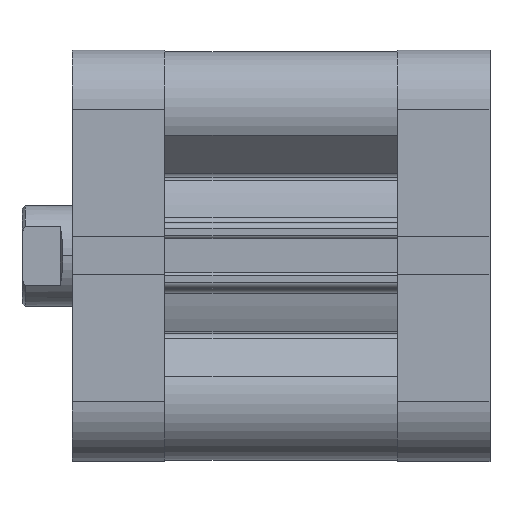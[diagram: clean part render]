
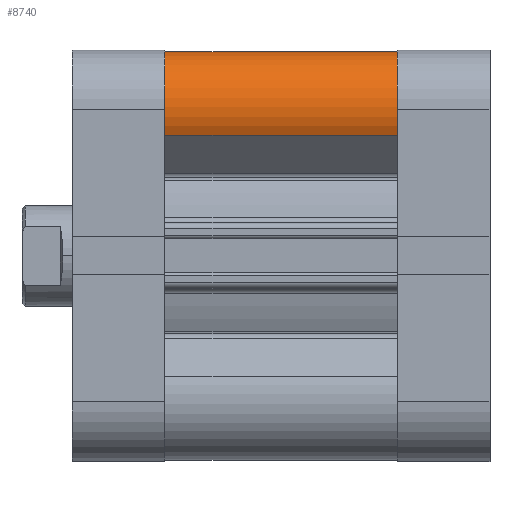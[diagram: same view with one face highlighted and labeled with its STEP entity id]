
A CAD part, top view. The second image highlights one B-rep face of the part: STEP entity #8740.
In plain terms, the highlighted cylindrical face has radius 9.25 mm (diameter 18.5 mm), a partial arc.
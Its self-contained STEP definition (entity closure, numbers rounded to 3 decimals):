
#443 = EDGE_LOOP ( 'NONE', ( #6071, #6072, #6073, #6074 ) ) ;
#1591 = CARTESIAN_POINT ( 'NONE',  ( 31.559, 19.184, 37. ) ) ;
#1592 = CARTESIAN_POINT ( 'NONE',  ( 19.184, 31.559, 37. ) ) ;
#1645 = CARTESIAN_POINT ( 'NONE',  ( 19.184, 31.559, 0. ) ) ;
#1646 = CARTESIAN_POINT ( 'NONE',  ( 31.559, 19.184, 0. ) ) ;
#1882 = CARTESIAN_POINT ( 'NONE',  ( 23.25, 23.25, 37. ) ) ;
#1891 = DIRECTION ( 'NONE',  ( 0., 0., 1. ) ) ;
#1892 = DIRECTION ( 'NONE',  ( -1., 0., 0. ) ) ;
#2035 = CARTESIAN_POINT ( 'NONE',  ( 23.25, 23.25, 0. ) ) ;
#2042 = DIRECTION ( 'NONE',  ( 0., 0., 1. ) ) ;
#2043 = DIRECTION ( 'NONE',  ( -1., 0., 0. ) ) ;
#2203 = CARTESIAN_POINT ( 'NONE',  ( 19.184, 31.559, 37. ) ) ;
#2204 = DIRECTION ( 'NONE',  ( 0., 0., -1. ) ) ;
#2207 = CARTESIAN_POINT ( 'NONE',  ( 31.559, 19.184, 37. ) ) ;
#2208 = DIRECTION ( 'NONE',  ( 0., 0., -1. ) ) ;
#2996 = CIRCLE ( 'NONE', #7653, 9.25 ) ;
#3088 = CIRCLE ( 'NONE', #7681, 9.25 ) ;
#3185 = LINE ( 'NONE', #2203, #3187 ) ;
#3187 = VECTOR ( 'NONE', #2204, 1000. ) ;
#3192 = LINE ( 'NONE', #2207, #3193 ) ;
#3193 = VECTOR ( 'NONE', #2208, 1000. ) ;
#4919 = DIRECTION ( 'NONE',  ( -1., 0., 0. ) ) ;
#4920 = DIRECTION ( 'NONE',  ( 0., 0., -1. ) ) ;
#4921 = CARTESIAN_POINT ( 'NONE',  ( 23.25, 23.25, 37. ) ) ;
#5559 = FACE_OUTER_BOUND ( 'NONE', #443, .T. ) ;
#5563 = CYLINDRICAL_SURFACE ( 'NONE', #8049, 9.25 ) ;
#6071 = ORIENTED_EDGE ( 'NONE', *, *, #7392, .T. ) ;
#6072 = ORIENTED_EDGE ( 'NONE', *, *, #7458, .F. ) ;
#6073 = ORIENTED_EDGE ( 'NONE', *, *, #7331, .F. ) ;
#6074 = ORIENTED_EDGE ( 'NONE', *, *, #7460, .T. ) ;
#7331 = EDGE_CURVE ( 'NONE', #9266, #9267, #2996, .T. ) ;
#7392 = EDGE_CURVE ( 'NONE', #9321, #9320, #3088, .T. ) ;
#7458 = EDGE_CURVE ( 'NONE', #9267, #9320, #3185, .T. ) ;
#7460 = EDGE_CURVE ( 'NONE', #9266, #9321, #3192, .T. ) ;
#7653 = AXIS2_PLACEMENT_3D ( 'NONE', #1882, #1891, #1892 ) ;
#7681 = AXIS2_PLACEMENT_3D ( 'NONE', #2035, #2042, #2043 ) ;
#8049 = AXIS2_PLACEMENT_3D ( 'NONE', #4921, #4920, #4919 ) ;
#8740 = ADVANCED_FACE ( 'NONE', ( #5559 ), #5563, .T. ) ;
#9266 = VERTEX_POINT ( 'NONE', #1591 ) ;
#9267 = VERTEX_POINT ( 'NONE', #1592 ) ;
#9320 = VERTEX_POINT ( 'NONE', #1645 ) ;
#9321 = VERTEX_POINT ( 'NONE', #1646 ) ;
